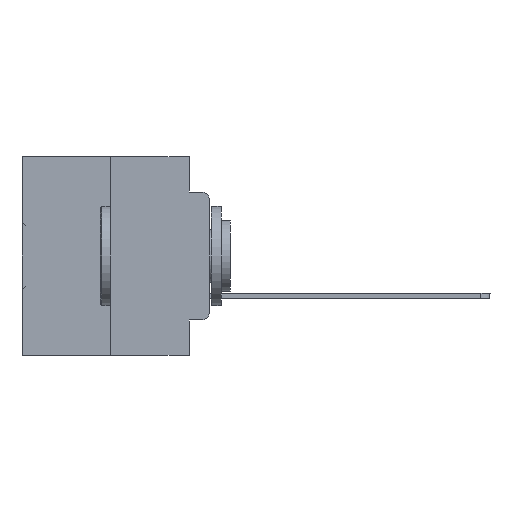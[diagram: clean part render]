
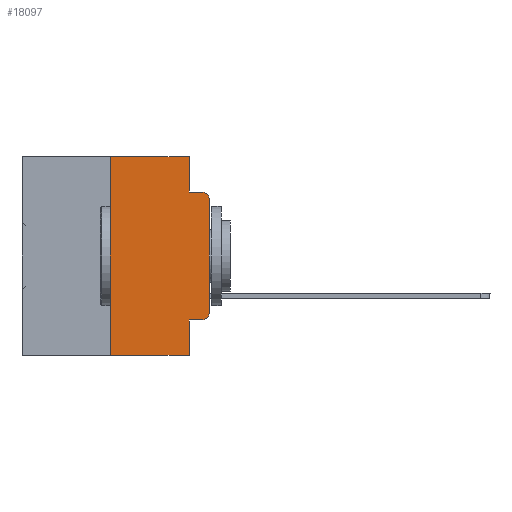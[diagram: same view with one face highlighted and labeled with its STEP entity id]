
A CAD part, left-side view. The second image highlights one B-rep face of the part: STEP entity #18097.
In plain terms, the highlighted planar face has unit normal (-1, 0, 0).
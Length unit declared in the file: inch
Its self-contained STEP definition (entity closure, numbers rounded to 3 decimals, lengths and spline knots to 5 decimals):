
#454 = DIRECTION ( 'NONE',  ( 0., 0., 1. ) ) ;
#787 = DIRECTION ( 'NONE',  ( 0., -1., 0. ) ) ;
#1130 = CARTESIAN_POINT ( 'NONE',  ( 0., 0.473, 0. ) ) ;
#1642 = EDGE_LOOP ( 'NONE', ( #3923, #22509, #24700, #4042, #28827, #22258, #21645, #32160, #32994, #22584 ) ) ;
#1950 = CARTESIAN_POINT ( 'NONE',  ( 0., 0.25, -0.5 ) ) ;
#1973 = DIRECTION ( 'NONE',  ( 1., 0., 0. ) ) ;
#3018 = CARTESIAN_POINT ( 'NONE',  ( 0., 0.473, 0. ) ) ;
#3540 = LINE ( 'NONE', #3018, #15646 ) ;
#3923 = ORIENTED_EDGE ( 'NONE', *, *, #27201, .T. ) ;
#4012 = VERTEX_POINT ( 'NONE', #24427 ) ;
#4042 = ORIENTED_EDGE ( 'NONE', *, *, #14615, .F. ) ;
#4460 = DIRECTION ( 'NONE',  ( 0., 0., -1. ) ) ;
#5287 = VERTEX_POINT ( 'NONE', #7120 ) ;
#6180 = LINE ( 'NONE', #23049, #18254 ) ;
#6557 = VECTOR ( 'NONE', #454, 39.37008 ) ;
#7120 = CARTESIAN_POINT ( 'NONE',  ( 0., 0.25, 0. ) ) ;
#7130 = LINE ( 'NONE', #27680, #30358 ) ;
#7611 = LINE ( 'NONE', #27463, #21462 ) ;
#8010 = CARTESIAN_POINT ( 'NONE',  ( 0., 0., -0.1085 ) ) ;
#8073 = VERTEX_POINT ( 'NONE', #8010 ) ;
#9207 = CARTESIAN_POINT ( 'NONE',  ( 0., 0., 0. ) ) ;
#9266 = CARTESIAN_POINT ( 'NONE',  ( 0., 0.051, -0.5 ) ) ;
#9432 = CARTESIAN_POINT ( 'NONE',  ( 0., 0.473, -0.5 ) ) ;
#9575 = AXIS2_PLACEMENT_3D ( 'NONE', #28594, #36972, #28335 ) ;
#10377 = DIRECTION ( 'NONE',  ( 0., 0., -1. ) ) ;
#11828 = VECTOR ( 'NONE', #29436, 39.37008 ) ;
#11959 = EDGE_CURVE ( 'NONE', #4012, #14501, #19771, .T. ) ;
#12205 = CARTESIAN_POINT ( 'NONE',  ( 0., 0.25, 0. ) ) ;
#12645 = CARTESIAN_POINT ( 'NONE',  ( 0., 0.051, 0. ) ) ;
#13411 = DIRECTION ( 'NONE',  ( 0., 0., -1. ) ) ;
#14501 = VERTEX_POINT ( 'NONE', #14731 ) ;
#14615 = EDGE_CURVE ( 'NONE', #33780, #4012, #7130, .T. ) ;
#14651 = AXIS2_PLACEMENT_3D ( 'NONE', #1130, #1973, #33076 ) ;
#14731 = CARTESIAN_POINT ( 'NONE',  ( 0., 0.02, -0.0885 ) ) ;
#14837 = VECTOR ( 'NONE', #787, 39.37008 ) ;
#15646 = VECTOR ( 'NONE', #23019, 39.37008 ) ;
#15858 = PLANE ( 'NONE',  #14651 ) ;
#16182 = VERTEX_POINT ( 'NONE', #32392 ) ;
#16736 = DIRECTION ( 'NONE',  ( -1., 0., 0. ) ) ;
#18097 = ADVANCED_FACE ( 'NONE', ( #33720 ), #15858, .F. ) ;
#18254 = VECTOR ( 'NONE', #20044, 39.37008 ) ;
#18348 = CIRCLE ( 'NONE', #33212, 0.02 ) ;
#19359 = CARTESIAN_POINT ( 'NONE',  ( 0., 0.02, -0.1085 ) ) ;
#19771 = LINE ( 'NONE', #19931, #30079 ) ;
#19931 = CARTESIAN_POINT ( 'NONE',  ( 0., 0.051, -0.0885 ) ) ;
#20044 = DIRECTION ( 'NONE',  ( 0., -1., 0. ) ) ;
#21372 = EDGE_CURVE ( 'NONE', #23150, #25288, #7611, .T. ) ;
#21462 = VECTOR ( 'NONE', #10377, 39.37008 ) ;
#21544 = LINE ( 'NONE', #9432, #14837 ) ;
#21645 = ORIENTED_EDGE ( 'NONE', *, *, #30326, .T. ) ;
#22091 = VERTEX_POINT ( 'NONE', #1950 ) ;
#22258 = ORIENTED_EDGE ( 'NONE', *, *, #29071, .F. ) ;
#22344 = EDGE_CURVE ( 'NONE', #23150, #16182, #6180, .T. ) ;
#22509 = ORIENTED_EDGE ( 'NONE', *, *, #25034, .T. ) ;
#22584 = ORIENTED_EDGE ( 'NONE', *, *, #34131, .T. ) ;
#23019 = DIRECTION ( 'NONE',  ( 0., -1., 0. ) ) ;
#23049 = CARTESIAN_POINT ( 'NONE',  ( 0., 0.051, -0.4115 ) ) ;
#23138 = VERTEX_POINT ( 'NONE', #24614 ) ;
#23150 = VERTEX_POINT ( 'NONE', #27721 ) ;
#24427 = CARTESIAN_POINT ( 'NONE',  ( 0., 0.051, -0.0885 ) ) ;
#24614 = CARTESIAN_POINT ( 'NONE',  ( 0., 0., -0.3915 ) ) ;
#24700 = ORIENTED_EDGE ( 'NONE', *, *, #11959, .F. ) ;
#25034 = EDGE_CURVE ( 'NONE', #8073, #14501, #18348, .T. ) ;
#25288 = VERTEX_POINT ( 'NONE', #9266 ) ;
#26229 = LINE ( 'NONE', #9207, #6557 ) ;
#27201 = EDGE_CURVE ( 'NONE', #23138, #8073, #26229, .T. ) ;
#27463 = CARTESIAN_POINT ( 'NONE',  ( 0., 0.051, 0. ) ) ;
#27680 = CARTESIAN_POINT ( 'NONE',  ( 0., 0.051, 0. ) ) ;
#27721 = CARTESIAN_POINT ( 'NONE',  ( 0., 0.051, -0.4115 ) ) ;
#28327 = LINE ( 'NONE', #12205, #11828 ) ;
#28335 = DIRECTION ( 'NONE',  ( 0., 0., -1. ) ) ;
#28421 = DIRECTION ( 'NONE',  ( 0., -1., 0. ) ) ;
#28594 = CARTESIAN_POINT ( 'NONE',  ( 0., 0.02, -0.3915 ) ) ;
#28827 = ORIENTED_EDGE ( 'NONE', *, *, #33539, .F. ) ;
#29071 = EDGE_CURVE ( 'NONE', #22091, #5287, #28327, .T. ) ;
#29436 = DIRECTION ( 'NONE',  ( 0., 0., 1. ) ) ;
#30079 = VECTOR ( 'NONE', #28421, 39.37008 ) ;
#30326 = EDGE_CURVE ( 'NONE', #22091, #25288, #21544, .T. ) ;
#30358 = VECTOR ( 'NONE', #4460, 39.37008 ) ;
#32157 = CIRCLE ( 'NONE', #9575, 0.02 ) ;
#32160 = ORIENTED_EDGE ( 'NONE', *, *, #21372, .F. ) ;
#32392 = CARTESIAN_POINT ( 'NONE',  ( 0., 0.02, -0.4115 ) ) ;
#32994 = ORIENTED_EDGE ( 'NONE', *, *, #22344, .T. ) ;
#33076 = DIRECTION ( 'NONE',  ( 0., 0., -1. ) ) ;
#33212 = AXIS2_PLACEMENT_3D ( 'NONE', #19359, #16736, #13411 ) ;
#33539 = EDGE_CURVE ( 'NONE', #5287, #33780, #3540, .T. ) ;
#33720 = FACE_OUTER_BOUND ( 'NONE', #1642, .T. ) ;
#33780 = VERTEX_POINT ( 'NONE', #12645 ) ;
#34131 = EDGE_CURVE ( 'NONE', #16182, #23138, #32157, .T. ) ;
#36972 = DIRECTION ( 'NONE',  ( -1., 0., 0. ) ) ;
